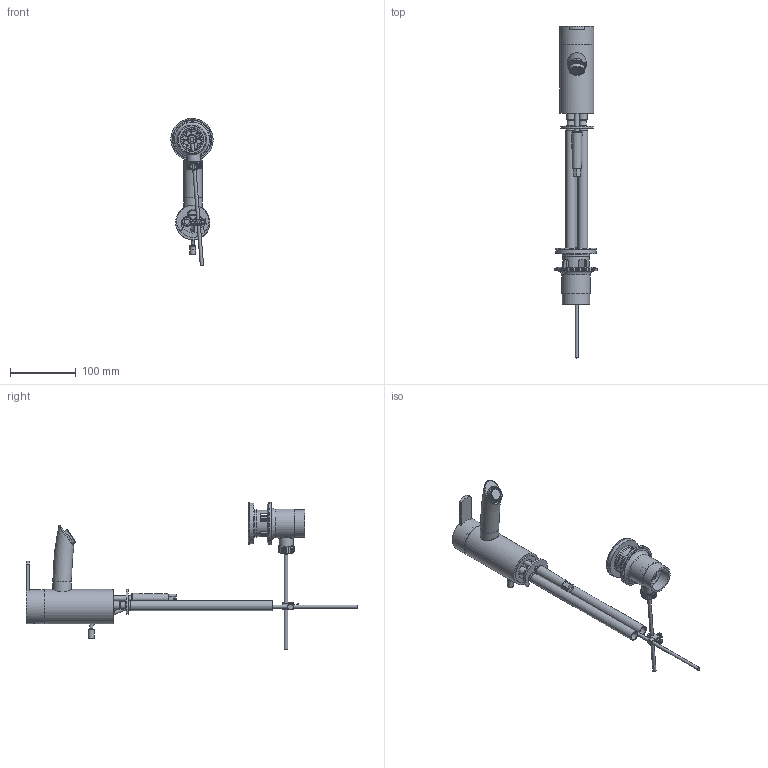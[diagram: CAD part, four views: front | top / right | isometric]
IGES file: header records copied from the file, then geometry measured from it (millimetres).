
Global section: file name: No Iges File Name specified; native system: Autodesk Inventor 2012; preprocessor: AutoDesk Inventor Iges Exporter R2012; author: mblakey; date: 20121002.160756; units: millimetre
Bounding box: 64.19 x 504.26 x 223.75 mm (x, y, z)
Volume: 420304.7 mm3; surface area: 223833.9 mm2
Topology: 44 solids, 44 shells, 860 faces, 1967 edges, 1278 vertices
Faces by surface type: plane 474, revolution 158, cylinder 110, bspline 51, torus 32, cone 28, sphere 7
Full cylindrical faces by diameter (mm): 4 x3, 4.8 x3, 5 x5, 6 x2, 6.2 x1, 8 x5, 8.8 x1, 9 x1, 9.8 x1, 10 x2, 12 x2, 13 x3, 14 x2, 15 x2, 15.5 x1, 17 x1, 18.3 x1, 18.4 x1, 20.96 x1, 21 x1, 22.8 x2, 23 x1, 24 x2, 28 x1, 28.2 x1, 34.23 x1, 34.3 x1, 35.2 x1, 39.3 x1, 39.7 x1
